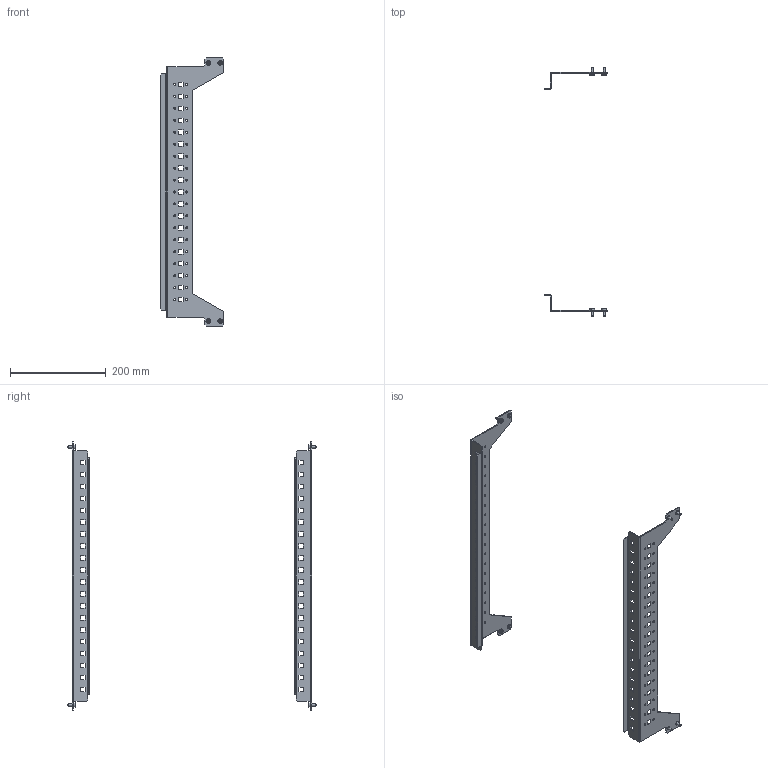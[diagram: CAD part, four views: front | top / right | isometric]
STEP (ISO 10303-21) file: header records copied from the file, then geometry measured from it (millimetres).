
FILE_DESCRIPTION (( 'STEP AP203' ), '1' );
FILE_NAME ('MA1.700.060020.02.00 Êîìïëåêò íàïðàâëÿþùèõ ìîíòàæíîé ïàíåëè Ã600.STEP', '2025-01-09T10:26:55', ( '' ), ( '' ), 'SwSTEP 2.0', 'SolidWorks 2021', '' );
FILE_SCHEMA (( 'CONFIG_CONTROL_DESIGN' ));
Length unit declared in the file: millimetre
Products named in the file (3): MA1.700.060020.02.00 Êîìïëåêò íàïðàâëÿþùèõ ìîíòàæíîé ïàíåëè Ã600; MA1.700.060020.02.01 Íàïðàâëÿþùàÿ ìîíòàæíîé ïàíåëè_ƒ=600; Âèíò_ðåçüáîâûäàâëèâàþùèé_Ì5õ12_DIN 7500E_Œ5å12
Assembly tree (10 placements, depth 2):
  MA1.700.060020.02.00 Êîìïëåêò íàïðàâëÿþùèõ ìîíòàæíîé ïàíåëè Ã600
    MA1.700.060020.02.01 Íàïðàâëÿþùàÿ ìîíòàæíîé ïàíåëè_ƒ=600  x2
    Âèíò_ðåçüáîâûäàâëèâàþùèé_Ì5õ12_DIN 7500E_Œ5å12  x8
Bounding box: 133 x 520 x 561 mm (x, y, z)
Volume: 214861.4 mm3; surface area: 229710.3 mm2
Topology: 10 solids, 10 shells, 608 faces, 1684 edges, 1112 vertices
Faces by surface type: plane 484, cylinder 116, cone 8
Full cylindrical faces by diameter (mm): 4.2 x76, 4.5 x8, 9.5 x8
Entity records: 9243 total; most frequent: CARTESIAN_POINT 1498, ORIENTED_EDGE 1438, DIRECTION 1380, EDGE_CURVE 719, LINE 614, VECTOR 614, VERTEX_POINT 501, EDGE_LOOP 470
